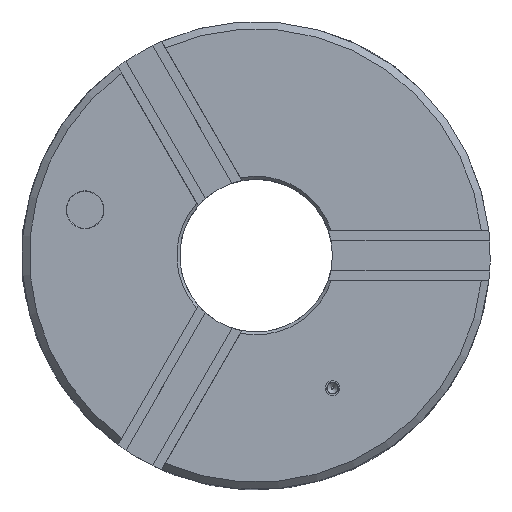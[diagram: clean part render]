
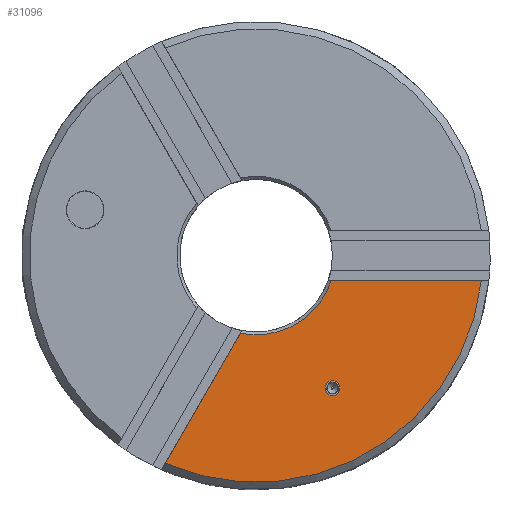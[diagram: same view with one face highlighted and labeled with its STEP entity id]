
A CAD part, top view. The second image highlights one B-rep face of the part: STEP entity #31096.
In plain terms, the highlighted planar face has unit normal (0, 0, 1).
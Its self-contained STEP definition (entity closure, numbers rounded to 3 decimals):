
#17737=CARTESIAN_POINT('',(55.955,-86.917,0.));
#17738=VERTEX_POINT('',#17737);
#17739=CARTESIAN_POINT('',(51.625,-89.417,0.));
#17740=DIRECTION('',(0.,0.,-1.));
#17741=DIRECTION('',(0.866,0.5,0.));
#17742=AXIS2_PLACEMENT_3D('',#17739,#17740,#17741);
#17743=CIRCLE('',#17742,5.);
#17744=EDGE_CURVE('',#17738,#17738,#17743,.T.);
#17858=CARTESIAN_POINT('',(152.053,-17.,0.));
#17859=VERTEX_POINT('',#17858);
#17867=CARTESIAN_POINT('',(-61.304,-140.181,0.));
#17868=VERTEX_POINT('',#17867);
#17869=CARTESIAN_POINT('',(0.,0.,0.));
#17870=DIRECTION('',(0.0,0.0,-1.));
#17871=DIRECTION('',(0.994,-0.111,0.0));
#17872=AXIS2_PLACEMENT_3D('',#17869,#17870,#17871);
#17873=CIRCLE('',#17872,153.);
#17874=EDGE_CURVE('',#17859,#17868,#17873,.T.);
#17925=CARTESIAN_POINT('',(50.727,-17.,0.));
#17926=VERTEX_POINT('',#17925);
#17934=CARTESIAN_POINT('',(50.727,-17.,0.));
#17935=DIRECTION('',(1.0,0.0,0.0));
#17936=VECTOR('',#17935,1.0);
#17937=LINE('',#17934,#17936);
#17938=EDGE_CURVE('',#17926,#17859,#17937,.T.);
#18558=CARTESIAN_POINT('',(-10.641,-52.431,0.));
#18559=VERTEX_POINT('',#18558);
#18567=CARTESIAN_POINT('',(0.,0.,0.));
#18568=DIRECTION('',(0.,0.,1.0));
#18569=DIRECTION('',(-0.199,-0.98,0.));
#18570=AXIS2_PLACEMENT_3D('',#18567,#18568,#18569);
#18571=CIRCLE('',#18570,53.5);
#18572=EDGE_CURVE('',#18559,#17926,#18571,.T.);
#18591=CARTESIAN_POINT('',(-61.304,-140.181,0.));
#18592=DIRECTION('',(0.5,0.866,0.0));
#18593=VECTOR('',#18592,1.);
#18594=LINE('',#18591,#18593);
#18595=EDGE_CURVE('',#17868,#18559,#18594,.T.);
#31082=CARTESIAN_POINT('',(-38.023,-205.141,0.));
#31083=DIRECTION('',(0.0,0.0,1.0));
#31084=DIRECTION('',(0.866,0.5,0.0));
#31085=AXIS2_PLACEMENT_3D('',#31082,#31083,#31084);
#31086=PLANE('',#31085);
#31087=ORIENTED_EDGE('',*,*,#17874,.F.);
#31088=ORIENTED_EDGE('',*,*,#17938,.F.);
#31089=ORIENTED_EDGE('',*,*,#18572,.F.);
#31090=ORIENTED_EDGE('',*,*,#18595,.F.);
#31091=EDGE_LOOP('',(#31087,#31088,#31089,#31090));
#31092=FACE_OUTER_BOUND('',#31091,.T.);
#31093=ORIENTED_EDGE('',*,*,#17744,.T.);
#31094=EDGE_LOOP('',(#31093));
#31095=FACE_BOUND('',#31094,.T.);
#31096=ADVANCED_FACE('',(#31092,#31095),#31086,.T.);
